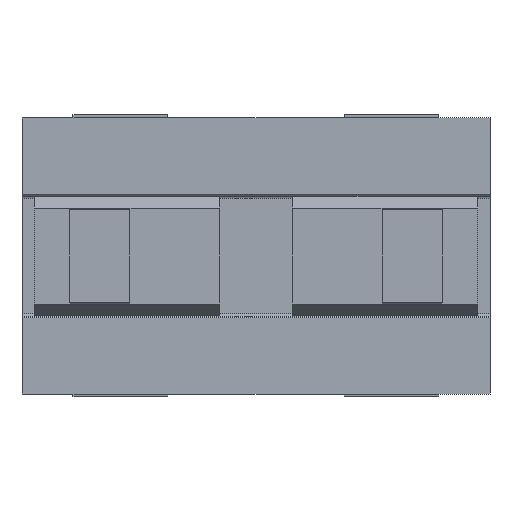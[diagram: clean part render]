
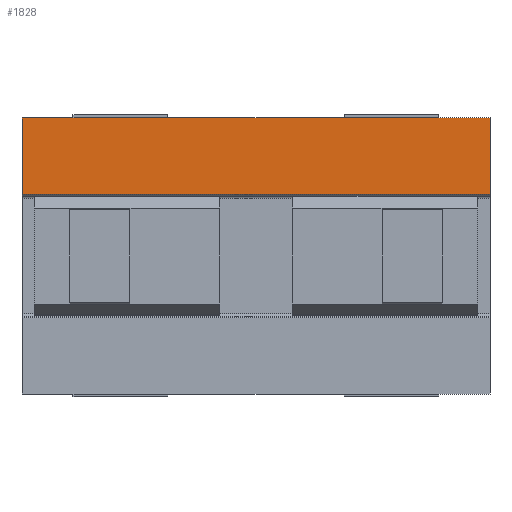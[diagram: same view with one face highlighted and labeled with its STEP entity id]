
A CAD part, left-side view. The second image highlights one B-rep face of the part: STEP entity #1828.
In plain terms, the highlighted planar face has unit normal (-1, 0, 0).
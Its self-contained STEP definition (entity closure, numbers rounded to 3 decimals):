
#246 = VERTEX_POINT ( 'NONE', #2463 ) ;
#279 = VECTOR ( 'NONE', #6358, 1000. ) ;
#411 = VERTEX_POINT ( 'NONE', #1997 ) ;
#450 = CARTESIAN_POINT ( 'NONE',  ( -50., 19.5, 11.5 ) ) ;
#468 = ORIENTED_EDGE ( 'NONE', *, *, #3816, .F. ) ;
#836 = DIRECTION ( 'NONE',  ( 1., 0., 0. ) ) ;
#1591 = AXIS2_PLACEMENT_3D ( 'NONE', #4114, #836, #5397 ) ;
#1828 = ADVANCED_FACE ( 'NONE', ( #1925 ), #7962, .F. ) ;
#1925 = FACE_OUTER_BOUND ( 'NONE', #3689, .T. ) ;
#1997 = CARTESIAN_POINT ( 'NONE',  ( -50., -19.5, 11.5 ) ) ;
#2002 = LINE ( 'NONE', #3125, #279 ) ;
#2024 = ORIENTED_EDGE ( 'NONE', *, *, #7437, .T. ) ;
#2463 = CARTESIAN_POINT ( 'NONE',  ( -50., 19.5, 11.5 ) ) ;
#3125 = CARTESIAN_POINT ( 'NONE',  ( -50., -19.5, 11.5 ) ) ;
#3413 = VECTOR ( 'NONE', #6958, 1000. ) ;
#3626 = LINE ( 'NONE', #8259, #3413 ) ;
#3689 = EDGE_LOOP ( 'NONE', ( #2024, #5057, #468, #5639 ) ) ;
#3816 = EDGE_CURVE ( 'NONE', #246, #411, #7314, .T. ) ;
#4114 = CARTESIAN_POINT ( 'NONE',  ( -50., 0., 0. ) ) ;
#4437 = DIRECTION ( 'NONE',  ( 0., -1., 0. ) ) ;
#4658 = VECTOR ( 'NONE', #4437, 1000. ) ;
#5033 = DIRECTION ( 'NONE',  ( 0., -1., 0. ) ) ;
#5057 = ORIENTED_EDGE ( 'NONE', *, *, #6260, .F. ) ;
#5397 = DIRECTION ( 'NONE',  ( 0., 0., -1. ) ) ;
#5404 = VECTOR ( 'NONE', #5033, 1000. ) ;
#5639 = ORIENTED_EDGE ( 'NONE', *, *, #8202, .F. ) ;
#5650 = CARTESIAN_POINT ( 'NONE',  ( -50., -19.5, 5.141 ) ) ;
#5741 = VERTEX_POINT ( 'NONE', #5650 ) ;
#6165 = LINE ( 'NONE', #8293, #4658 ) ;
#6260 = EDGE_CURVE ( 'NONE', #411, #5741, #2002, .T. ) ;
#6358 = DIRECTION ( 'NONE',  ( 0., 0., -1. ) ) ;
#6958 = DIRECTION ( 'NONE',  ( 0., 0., 1. ) ) ;
#7134 = CARTESIAN_POINT ( 'NONE',  ( -50., 19.5, 5.141 ) ) ;
#7314 = LINE ( 'NONE', #450, #5404 ) ;
#7437 = EDGE_CURVE ( 'NONE', #8377, #5741, #6165, .T. ) ;
#7962 = PLANE ( 'NONE',  #1591 ) ;
#8202 = EDGE_CURVE ( 'NONE', #8377, #246, #3626, .T. ) ;
#8259 = CARTESIAN_POINT ( 'NONE',  ( -50., 19.5, -11.5 ) ) ;
#8293 = CARTESIAN_POINT ( 'NONE',  ( -50., 19.5, 5.141 ) ) ;
#8377 = VERTEX_POINT ( 'NONE', #7134 ) ;
